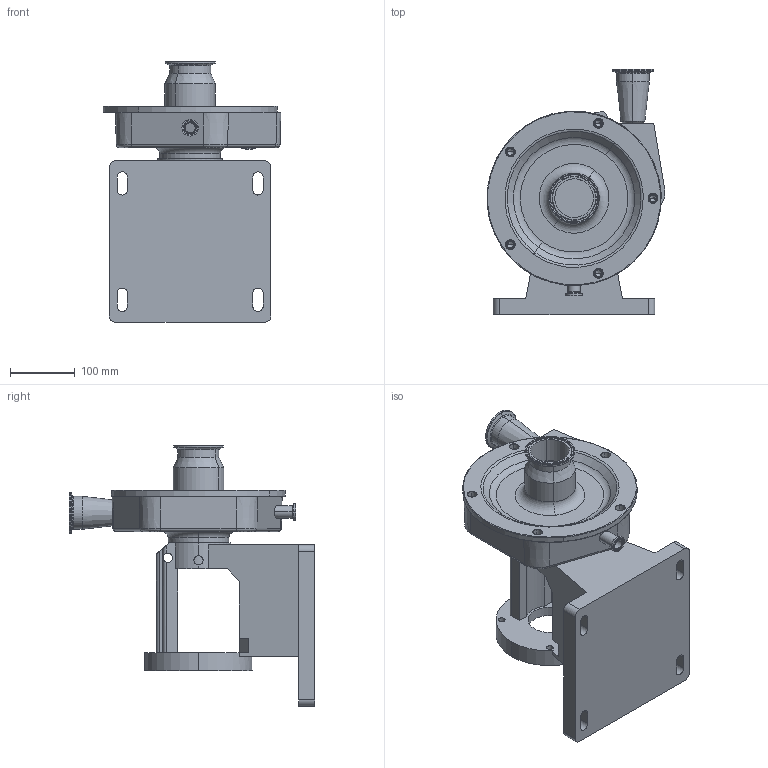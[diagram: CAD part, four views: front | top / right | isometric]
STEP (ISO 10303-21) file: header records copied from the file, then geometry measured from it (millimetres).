
FILE_DESCRIPTION (( 'STEP AP214' ), '1' );
FILE_NAME ('FP 1741 140TC VERT 3-4 IN STR DRAIN.STEP', '2023-02-13T19:21:42', ( '' ), ( '' ), 'SwSTEP 2.0', 'SolidWorks 2021', '' );
FILE_SCHEMA (( 'AUTOMOTIVE_DESIGN' ));
Length unit declared in the file: millimetre
Products named in the file (1): FP 1741 140TC VERT 3-4 IN STR DRAIN
Bounding box: 275.22 x 380 x 403.5 mm (x, y, z)
Volume: 6710551 mm3; surface area: 666640.5 mm2
Topology: 1 solids, 1 shells, 404 faces, 970 edges, 583 vertices
Faces by surface type: cylinder 148, plane 100, cone 87, torus 65, sphere 3, bspline 1
Entity records: 12398 total; most frequent: CARTESIAN_POINT 2658, DIRECTION 2236, ORIENTED_EDGE 1920, EDGE_CURVE 960, AXIS2_PLACEMENT_3D 906, VERTEX_POINT 583, CIRCLE 502, EDGE_LOOP 457
